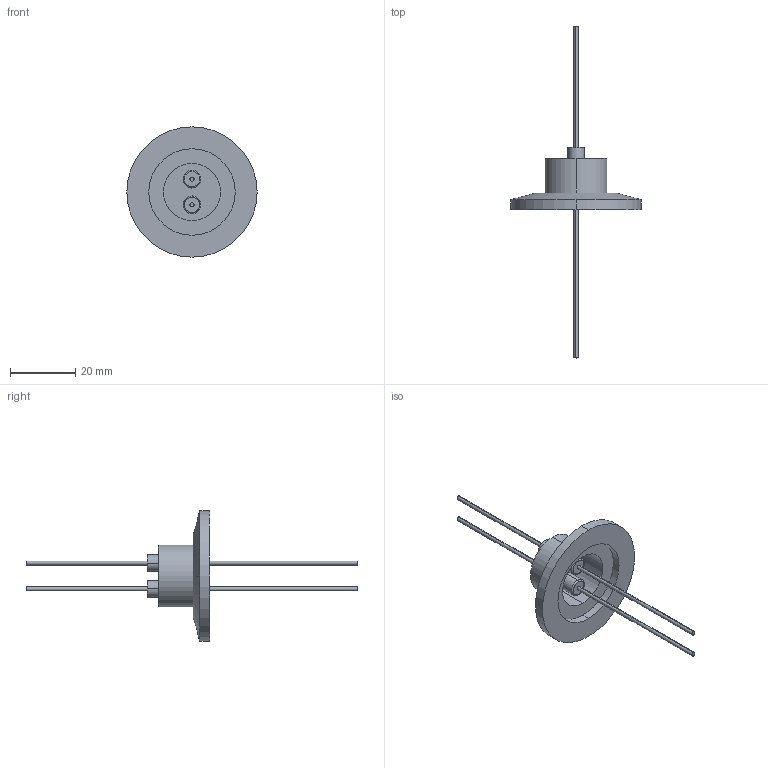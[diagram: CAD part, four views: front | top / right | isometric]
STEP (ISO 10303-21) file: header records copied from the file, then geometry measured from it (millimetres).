
FILE_DESCRIPTION (( 'STEP AP214' ), '1' );
FILE_NAME ('120XST025-1-20-2.step', '2017-07-10T09:35:30', ( 'install' ), ( '' ), 'SwSTEP 2.0', 'SolidWorks 2015', '' );
FILE_SCHEMA (( 'AUTOMOTIVE_DESIGN' ));
Length unit declared in the file: inch
Products named in the file (1): 120XST025-1-20-2
Bounding box: 39.88 x 101.6 x 39.88 mm (x, y, z)
Volume: 5054.8 mm3; surface area: 5750.8 mm2
Topology: 1 solids, 3 shells, 71 faces, 146 edges, 96 vertices
Faces by surface type: cylinder 40, plane 21, cone 6, bspline 4
Entity records: 2066 total; most frequent: CARTESIAN_POINT 448, DIRECTION 366, ORIENTED_EDGE 292, AXIS2_PLACEMENT_3D 160, EDGE_CURVE 146, VERTEX_POINT 96, CIRCLE 92, EDGE_LOOP 90
